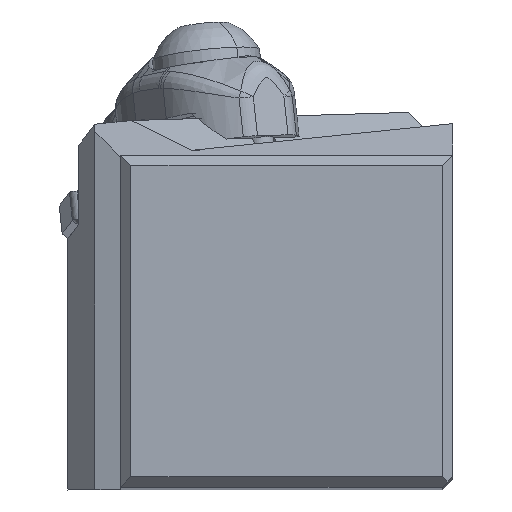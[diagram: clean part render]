
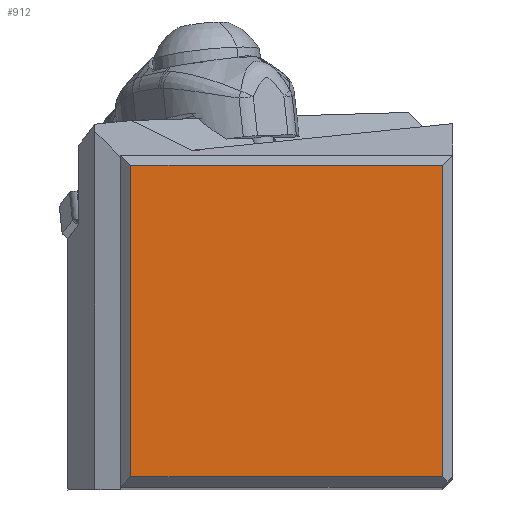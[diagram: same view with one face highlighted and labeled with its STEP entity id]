
A CAD part, top view. The second image highlights one B-rep face of the part: STEP entity #912.
In plain terms, the highlighted planar face has unit normal (0, 0, 1).
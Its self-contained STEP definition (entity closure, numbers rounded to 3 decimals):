
#672=FACE_OUTER_BOUND('',#1269,.T.);
#912=ADVANCED_FACE('',(#672),#1161,.T.);
#1161=PLANE('',#4476);
#1269=EDGE_LOOP('',(#1618,#1619,#1620,#1621));
#1618=ORIENTED_EDGE('',*,*,#3216,.F.);
#1619=ORIENTED_EDGE('',*,*,#3223,.F.);
#1620=ORIENTED_EDGE('',*,*,#3271,.F.);
#1621=ORIENTED_EDGE('',*,*,#3272,.T.);
#2808=VERTEX_POINT('',#6035);
#2809=VERTEX_POINT('',#6037);
#2813=VERTEX_POINT('',#6049);
#2847=VERTEX_POINT('',#6144);
#3216=EDGE_CURVE('',#2808,#2809,#3856,.T.);
#3223=EDGE_CURVE('',#2813,#2808,#3863,.T.);
#3271=EDGE_CURVE('',#2847,#2813,#3899,.T.);
#3272=EDGE_CURVE('',#2847,#2809,#3900,.T.);
#3856=LINE('',#6036,#4084);
#3863=LINE('',#6050,#4091);
#3899=LINE('',#6145,#4127);
#3900=LINE('',#6147,#4128);
#4084=VECTOR('',#4928,1.);
#4091=VECTOR('',#4939,1.);
#4127=VECTOR('',#5025,1.);
#4128=VECTOR('',#5028,1.);
#4476=AXIS2_PLACEMENT_3D('',#6148,#5029,#5030);
#4928=DIRECTION('',(-1.,0.,0.));
#4939=DIRECTION('',(0.,-1.,0.));
#5025=DIRECTION('',(1.,0.,0.));
#5028=DIRECTION('',(0.,-1.,0.));
#5029=DIRECTION('',(0.,0.,1.));
#5030=DIRECTION('',(-1.,0.,0.));
#6035=CARTESIAN_POINT('',(-1.,1.,0.));
#6036=CARTESIAN_POINT('',(-1.,1.,0.));
#6037=CARTESIAN_POINT('',(-30.75,1.,0.));
#6049=CARTESIAN_POINT('',(-1.,30.75,0.));
#6050=CARTESIAN_POINT('',(-1.,30.75,0.));
#6144=CARTESIAN_POINT('',(-30.75,30.75,0.));
#6145=CARTESIAN_POINT('',(-30.75,30.75,0.));
#6147=CARTESIAN_POINT('',(-30.75,30.75,0.));
#6148=CARTESIAN_POINT('',(-15.875,15.875,0.));
